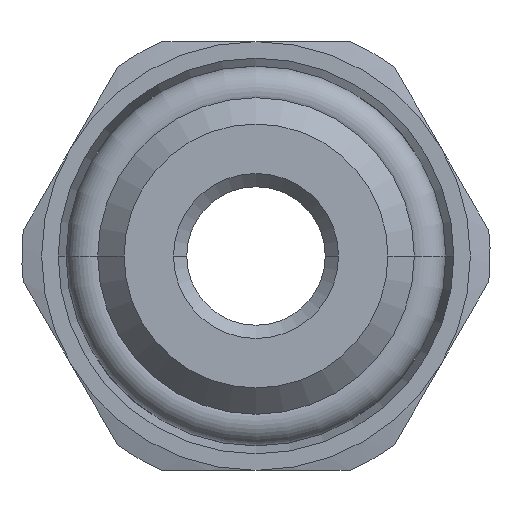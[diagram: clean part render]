
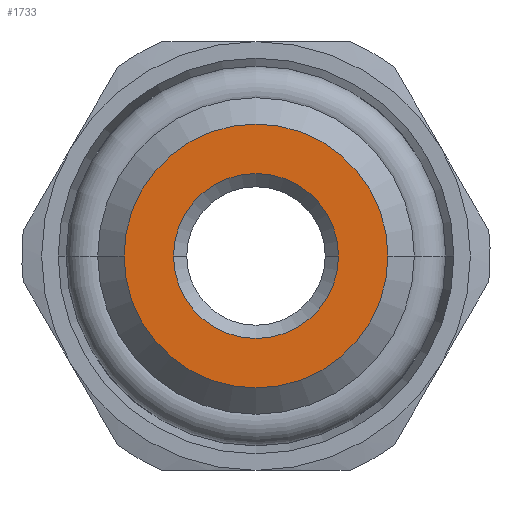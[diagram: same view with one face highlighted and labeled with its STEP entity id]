
A CAD part, front view. The second image highlights one B-rep face of the part: STEP entity #1733.
In plain terms, the highlighted planar face has unit normal (0, -1, 0).
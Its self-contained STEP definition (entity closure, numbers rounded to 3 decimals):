
#432=CARTESIAN_POINT('',(0.,-5.,0.));
#433=DIRECTION('',(0.,-1.,0.));
#434=DIRECTION('',(1.,0.,0.));
#435=AXIS2_PLACEMENT_3D('',#432,#433,#434);
#437=CARTESIAN_POINT('',(0.,-5.,0.));
#438=DIRECTION('',(0.,-1.,0.));
#439=DIRECTION('',(-1.,0.,0.));
#440=AXIS2_PLACEMENT_3D('',#437,#438,#439);
#442=CARTESIAN_POINT('',(0.,-5.,0.));
#443=DIRECTION('',(0.,-1.,0.));
#444=DIRECTION('',(1.,0.,0.));
#445=AXIS2_PLACEMENT_3D('',#442,#443,#444);
#447=CARTESIAN_POINT('',(0.,-5.,0.));
#448=DIRECTION('',(0.,-1.,0.));
#449=DIRECTION('',(-1.,0.,0.));
#450=AXIS2_PLACEMENT_3D('',#447,#448,#449);
#914=CARTESIAN_POINT('',(4.,-5.,0.));
#915=VERTEX_POINT('',#914);
#916=CARTESIAN_POINT('',(-4.,-5.,0.));
#917=VERTEX_POINT('',#916);
#926=CARTESIAN_POINT('',(2.5,-5.,0.));
#927=CARTESIAN_POINT('',(-2.5,-5.,0.));
#928=VERTEX_POINT('',#926);
#929=VERTEX_POINT('',#927);
#1718=CARTESIAN_POINT('',(0.,-5.,0.));
#1719=DIRECTION('',(0.,1.,0.));
#1720=DIRECTION('',(0.,0.,1.));
#1721=AXIS2_PLACEMENT_3D('',#1718,#1719,#1720);
#1722=PLANE('',#1721);
#1723=ORIENTED_EDGE('',*,*,#1711,.F.);
#1724=ORIENTED_EDGE('',*,*,#1700,.F.);
#1725=EDGE_LOOP('',(#1723,#1724));
#1726=FACE_OUTER_BOUND('',#1725,.F.);
#1728=ORIENTED_EDGE('',*,*,#1727,.T.);
#1730=ORIENTED_EDGE('',*,*,#1729,.T.);
#1731=EDGE_LOOP('',(#1728,#1730));
#1732=FACE_BOUND('',#1731,.F.);
#1733=ADVANCED_FACE('',(#1726,#1732),#1722,.F.);
#436=CIRCLE('',#435,4.);
#441=CIRCLE('',#440,4.);
#446=CIRCLE('',#445,2.5);
#451=CIRCLE('',#450,2.5);
#1700=EDGE_CURVE('',#917,#915,#441,.T.);
#1711=EDGE_CURVE('',#915,#917,#436,.T.);
#1727=EDGE_CURVE('',#928,#929,#446,.T.);
#1729=EDGE_CURVE('',#929,#928,#451,.T.);
